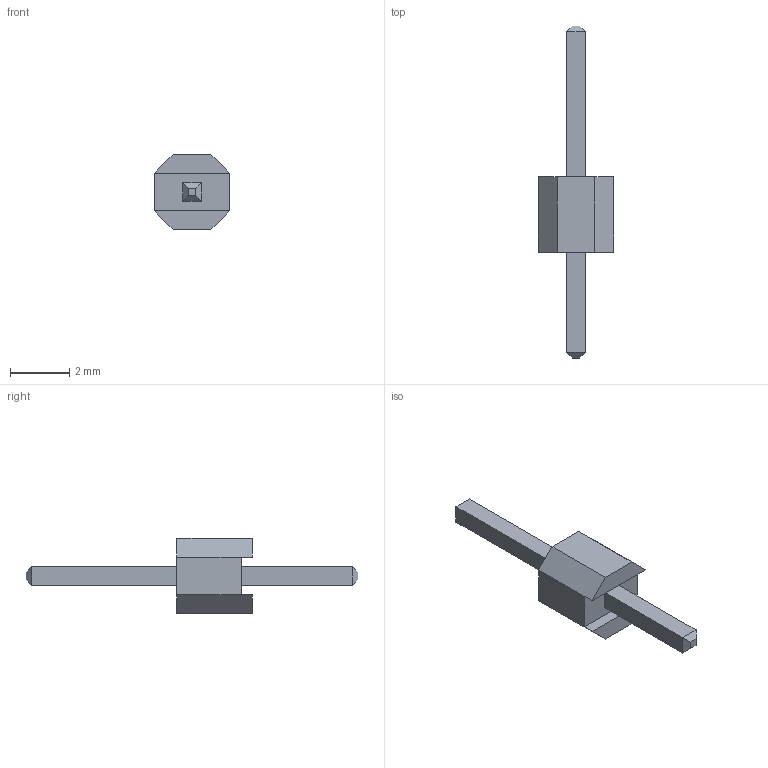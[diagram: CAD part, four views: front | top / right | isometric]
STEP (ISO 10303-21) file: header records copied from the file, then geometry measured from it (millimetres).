
FILE_DESCRIPTION(/* description */ (''),/* implementation_level */ '2;1');
FILE_NAME(/* name */ 'pin header_ipt_6ce0450e.STEP',/* time_stamp */ '2024-05-28T15:41:03+01:00',/* author */ ('rlndo'),/* organization */ (''),/* preprocessor_version */ 'ST-DEVELOPER v16.13',/* originating_system */ 'Autodesk Inventor 2018',/* authorisation */ '');
FILE_SCHEMA (('AUTOMOTIVE_DESIGN { 1 0 10303 214 3 1 1 }'));
Length unit declared in the file: millimetre
Products named in the file (1): pin header
Bounding box: 2.54 x 11.18 x 2.54 mm (x, y, z)
Volume: 16.7 mm3; surface area: 56.5 mm2
Topology: 1 solids, 1 shells, 32 faces, 72 edges, 44 vertices
Faces by surface type: plane 32
Entity records: 951 total; most frequent: CARTESIAN_POINT 149, ORIENTED_EDGE 144, DIRECTION 138, LINE 72, VECTOR 72, EDGE_CURVE 72, VERTEX_POINT 44, EDGE_LOOP 34
